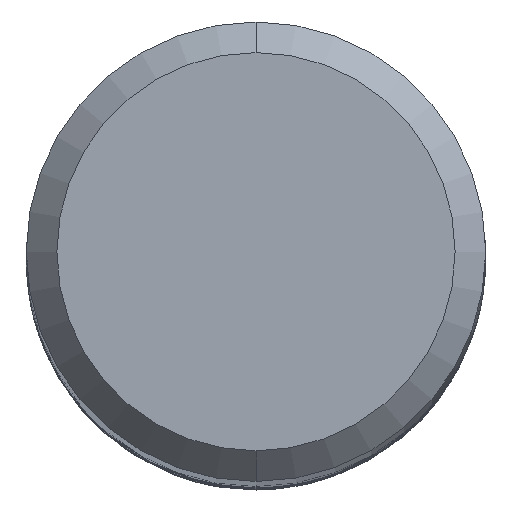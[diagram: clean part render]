
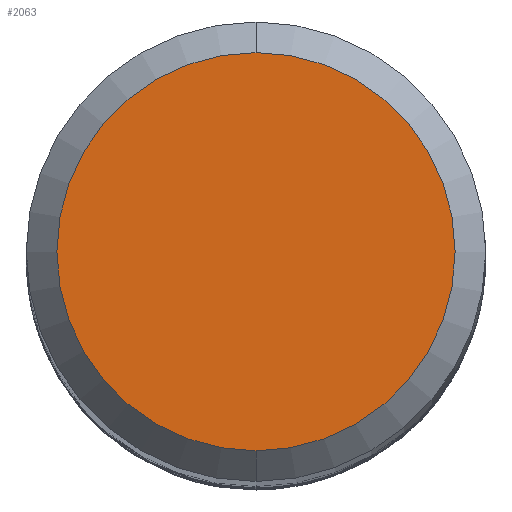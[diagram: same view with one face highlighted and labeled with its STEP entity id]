
A CAD part, top view. The second image highlights one B-rep face of the part: STEP entity #2063.
In plain terms, the highlighted planar face has unit normal (0, 0, 1).
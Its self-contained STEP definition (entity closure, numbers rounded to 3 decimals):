
#1895=EDGE_CURVE('',#3131,#2983,#4097,.T.);
#2063=ADVANCED_FACE('',(#4280),#4281,.T.);
#2493=EDGE_CURVE('',#2983,#3131,#4748,.T.);
#2983=VERTEX_POINT('',#5274);
#3131=VERTEX_POINT('',#5437);
#4097=CIRCLE('',#15744,2.6);
#4280=FACE_OUTER_BOUND('',#17986,.T.);
#4281=PLANE('',#17987);
#4748=CIRCLE('',#22435,2.6);
#5274=CARTESIAN_POINT('',(0.,-2.6,0.0));
#5437=CARTESIAN_POINT('',(0.0,2.6,0.0));
#15744=AXIS2_PLACEMENT_3D('',#30297,#30298,#30299);
#17986=EDGE_LOOP('',(#30466,#30467));
#17987=AXIS2_PLACEMENT_3D('',#30468,#30469,#30470);
#22435=AXIS2_PLACEMENT_3D('',#31013,#31014,#31015);
#30297=CARTESIAN_POINT('',(0.0,0.0,0.0));
#30298=DIRECTION('',(0.0,0.0,-1.0));
#30299=DIRECTION('',(0.0,1.0,0.0));
#30466=ORIENTED_EDGE('',*,*,#1895,.F.);
#30467=ORIENTED_EDGE('',*,*,#2493,.F.);
#30468=CARTESIAN_POINT('',(0.0,1.3,0.0));
#30469=DIRECTION('',(-0.0,0.0,1.0));
#30470=DIRECTION('',(0.0,-1.0,0.0));
#31013=CARTESIAN_POINT('',(0.0,0.0,0.0));
#31014=DIRECTION('',(0.0,0.0,-1.0));
#31015=DIRECTION('',(0.0,1.0,0.0));
